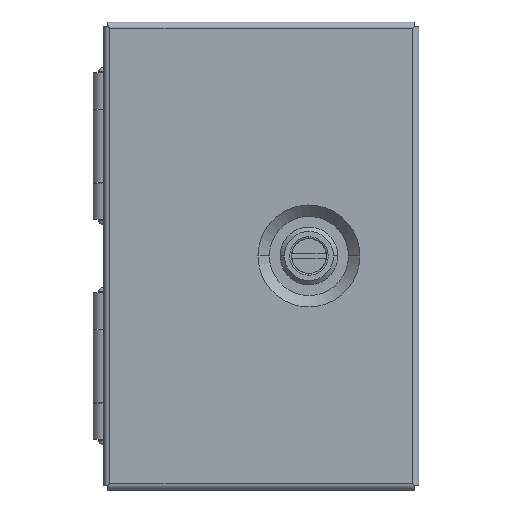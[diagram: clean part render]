
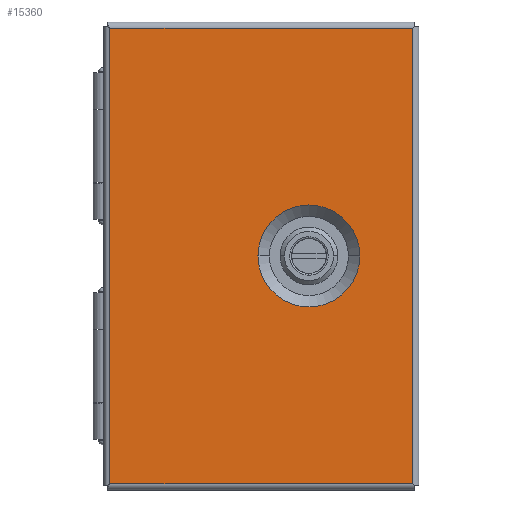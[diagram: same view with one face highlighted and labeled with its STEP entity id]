
A CAD part, top view. The second image highlights one B-rep face of the part: STEP entity #15360.
In plain terms, the highlighted planar face has unit normal (0, 0, 1).
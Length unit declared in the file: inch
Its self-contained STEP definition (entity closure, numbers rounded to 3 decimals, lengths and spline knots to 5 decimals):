
#376 = EDGE_CURVE ( 'NONE', #9781, #5935, #3212, .T. ) ;
#389 = DIRECTION ( 'NONE',  ( -1., 0., 0. ) ) ;
#1052 = CARTESIAN_POINT ( 'NONE',  ( 2.0425, -3.1035, 4.118 ) ) ;
#1066 = CARTESIAN_POINT ( 'NONE',  ( 2.0425, -3.1035, 4.118 ) ) ;
#1481 = CARTESIAN_POINT ( 'NONE',  ( 2.0425, 3.1045, 4.118 ) ) ;
#1584 = ORIENTED_EDGE ( 'NONE', *, *, #376, .T. ) ;
#1823 = CARTESIAN_POINT ( 'NONE',  ( 2.0425, -3.1035, 4.118 ) ) ;
#1913 = CARTESIAN_POINT ( 'NONE',  ( 1.32339, 0.0005, 4.118 ) ) ;
#2640 = PLANE ( 'NONE',  #6383 ) ;
#2849 = DIRECTION ( 'NONE',  ( 1., 0., 0. ) ) ;
#3212 = LINE ( 'NONE', #1823, #6979 ) ;
#3831 = CIRCLE ( 'NONE', #4769, 0.69489 ) ;
#4300 = LINE ( 'NONE', #16327, #13776 ) ;
#4339 = EDGE_CURVE ( 'NONE', #4957, #14588, #4300, .T. ) ;
#4474 = VECTOR ( 'NONE', #7090, 39.37008 ) ;
#4769 = AXIS2_PLACEMENT_3D ( 'NONE', #7465, #13521, #10256 ) ;
#4957 = VERTEX_POINT ( 'NONE', #5457 ) ;
#5457 = CARTESIAN_POINT ( 'NONE',  ( -2.0855, 3.1045, 4.118 ) ) ;
#5802 = DIRECTION ( 'NONE',  ( 0., -1., 0. ) ) ;
#5935 = VERTEX_POINT ( 'NONE', #16026 ) ;
#6013 = DIRECTION ( 'NONE',  ( 0., 0., -1. ) ) ;
#6034 = LINE ( 'NONE', #1481, #8304 ) ;
#6383 = AXIS2_PLACEMENT_3D ( 'NONE', #1066, #10188, #13161 ) ;
#6615 = VERTEX_POINT ( 'NONE', #14071 ) ;
#6979 = VECTOR ( 'NONE', #7869, 39.37008 ) ;
#7090 = DIRECTION ( 'NONE',  ( 1., 0., 0. ) ) ;
#7465 = CARTESIAN_POINT ( 'NONE',  ( 0.6285, 0.0005, 4.118 ) ) ;
#7869 = DIRECTION ( 'NONE',  ( 0., 1., 0. ) ) ;
#8304 = VECTOR ( 'NONE', #389, 39.37008 ) ;
#9698 = EDGE_LOOP ( 'NONE', ( #13410, #16422 ) ) ;
#9781 = VERTEX_POINT ( 'NONE', #9958 ) ;
#9958 = CARTESIAN_POINT ( 'NONE',  ( 2.0425, -3.1035, 4.118 ) ) ;
#10188 = DIRECTION ( 'NONE',  ( 0., 0., 1. ) ) ;
#10256 = DIRECTION ( 'NONE',  ( 1., 0., 0. ) ) ;
#10279 = FACE_BOUND ( 'NONE', #9698, .T. ) ;
#10742 = CIRCLE ( 'NONE', #15512, 0.69489 ) ;
#11364 = EDGE_LOOP ( 'NONE', ( #17269, #14636, #16649, #1584 ) ) ;
#11417 = EDGE_CURVE ( 'NONE', #16029, #6615, #10742, .T. ) ;
#13161 = DIRECTION ( 'NONE',  ( 1., 0., 0. ) ) ;
#13410 = ORIENTED_EDGE ( 'NONE', *, *, #11417, .T. ) ;
#13521 = DIRECTION ( 'NONE',  ( 0., 0., -1. ) ) ;
#13776 = VECTOR ( 'NONE', #5802, 39.37008 ) ;
#14071 = CARTESIAN_POINT ( 'NONE',  ( -0.06639, 0.0005, 4.118 ) ) ;
#14588 = VERTEX_POINT ( 'NONE', #18821 ) ;
#14636 = ORIENTED_EDGE ( 'NONE', *, *, #4339, .T. ) ;
#14657 = FACE_OUTER_BOUND ( 'NONE', #11364, .T. ) ;
#15360 = ADVANCED_FACE ( 'NONE', ( #10279, #14657 ), #2640, .T. ) ;
#15512 = AXIS2_PLACEMENT_3D ( 'NONE', #16551, #6013, #2849 ) ;
#16026 = CARTESIAN_POINT ( 'NONE',  ( 2.0425, 3.1045, 4.118 ) ) ;
#16029 = VERTEX_POINT ( 'NONE', #1913 ) ;
#16327 = CARTESIAN_POINT ( 'NONE',  ( -2.0855, -3.1035, 4.118 ) ) ;
#16422 = ORIENTED_EDGE ( 'NONE', *, *, #17487, .T. ) ;
#16551 = CARTESIAN_POINT ( 'NONE',  ( 0.6285, 0.0005, 4.118 ) ) ;
#16649 = ORIENTED_EDGE ( 'NONE', *, *, #18489, .T. ) ;
#17269 = ORIENTED_EDGE ( 'NONE', *, *, #19502, .T. ) ;
#17333 = LINE ( 'NONE', #1052, #4474 ) ;
#17487 = EDGE_CURVE ( 'NONE', #6615, #16029, #3831, .T. ) ;
#18489 = EDGE_CURVE ( 'NONE', #14588, #9781, #17333, .T. ) ;
#18821 = CARTESIAN_POINT ( 'NONE',  ( -2.0855, -3.1035, 4.118 ) ) ;
#19502 = EDGE_CURVE ( 'NONE', #5935, #4957, #6034, .T. ) ;
